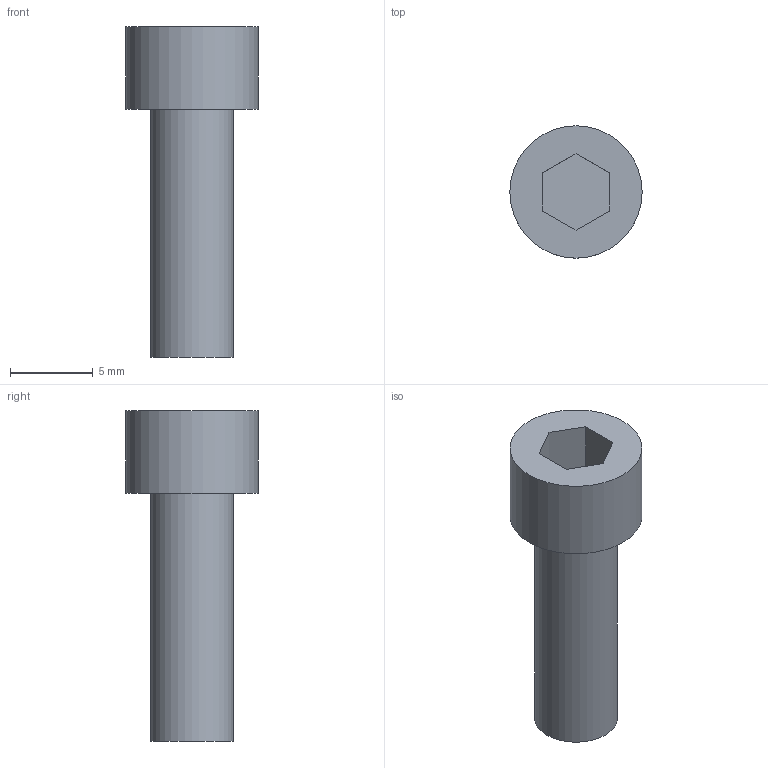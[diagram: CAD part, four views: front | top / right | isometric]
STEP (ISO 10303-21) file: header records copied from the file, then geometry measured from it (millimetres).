
FILE_DESCRIPTION(/* description */ (''),/* implementation_level */ '2;1');
FILE_NAME(/* name */ 'M5x0,8 L15.stp',/* time_stamp */ '2025-04-21T21:18:07+02:00',/* author */ ('roone'),/* organization */ (''),/* preprocessor_version */ 'ST-DEVELOPER v20',/* originating_system */ 'Autodesk Inventor 2025',/* authorisation */ '');
FILE_SCHEMA (('AUTOMOTIVE_DESIGN { 1 0 10303 214 3 1 1 }'));
Length unit declared in the file: millimetre
Products named in the file (1): M5x0,8 L15
Bounding box: 8 x 8 x 20 mm (x, y, z)
Volume: 504.3 mm3; surface area: 503.4 mm2
Topology: 1 solids, 1 shells, 12 faces, 24 edges, 16 vertices
Faces by surface type: plane 10, cylinder 2
Full cylindrical faces by diameter (mm): 5 x1, 8 x1
Entity records: 358 total; most frequent: DIRECTION 54, CARTESIAN_POINT 53, ORIENTED_EDGE 48, EDGE_CURVE 24, LINE 20, VECTOR 20, AXIS2_PLACEMENT_3D 17, VERTEX_POINT 16
